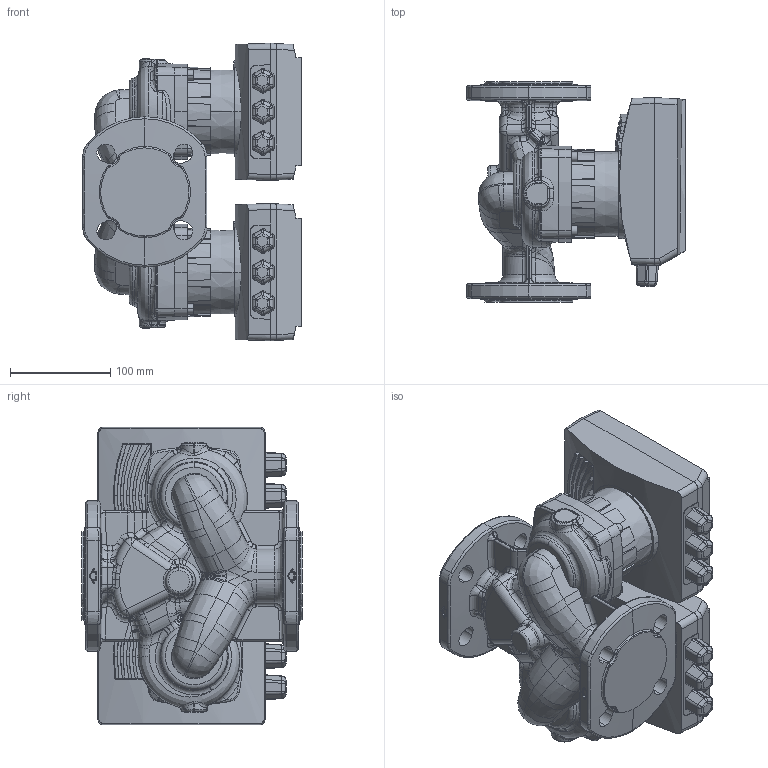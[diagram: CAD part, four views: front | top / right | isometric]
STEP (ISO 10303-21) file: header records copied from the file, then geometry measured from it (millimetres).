
FILE_DESCRIPTION (( 'STEP AP214' ), '1' );
FILE_NAME ('ad401.STEP', '2013-11-21T07:29:49', ( '' ), ( '' ), 'SwSTEP 2.0', 'SolidWorks 2011', '' );
FILE_SCHEMA (( 'AUTOMOTIVE_DESIGN' ));
Length unit declared in the file: millimetre
Products named in the file (3): TD-0015275; TD-0022801; ad401
Assembly tree (3 placements, depth 2):
  ad401
    TD-0022801
    TD-0015275  x2
Bounding box: 218.1 x 220 x 297 mm (x, y, z)
Volume: 5508505.2 mm3; surface area: 450768.4 mm2
Topology: 7 solids, 7 shells, 1937 faces, 4694 edges, 2804 vertices
Faces by surface type: bspline 668, cylinder 535, plane 489, cone 84, sphere 82, torus 79
Entity records: 73064 total; most frequent: CARTESIAN_POINT 41317, ORIENTED_EDGE 7424, DIRECTION 5155, EDGE_CURVE 3712, VERTEX_POINT 2191, AXIS2_PLACEMENT_3D 2075, EDGE_LOOP 1599, ADVANCED_FACE 1556
